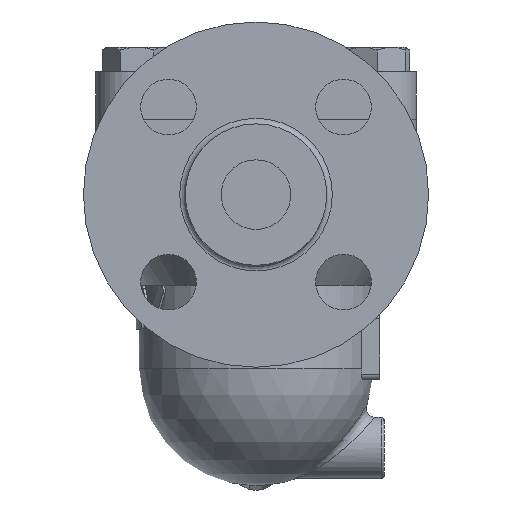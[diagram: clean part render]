
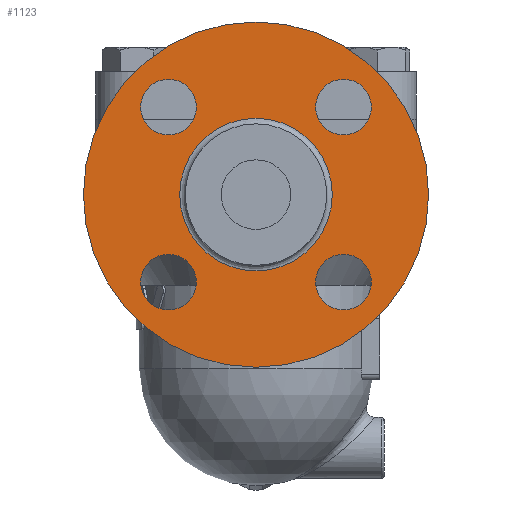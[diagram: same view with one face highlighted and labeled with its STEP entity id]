
A CAD part, left-side view. The second image highlights one B-rep face of the part: STEP entity #1123.
In plain terms, the highlighted planar face has unit normal (-1, 0, 0).
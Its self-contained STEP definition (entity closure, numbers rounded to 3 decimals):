
#1037=CARTESIAN_POINT('',(-138.1,0.0,0.4));
#1038=VERTEX_POINT('',#1037);
#1039=CARTESIAN_POINT('',(-138.1,0.0,-27.));
#1040=DIRECTION('',(-1.0,0.0,0.0));
#1041=DIRECTION('',(0.0,0.0,-1.0));
#1042=AXIS2_PLACEMENT_3D('',#1039,#1040,#1041);
#1043=CIRCLE('',#1042,27.4);
#1044=EDGE_CURVE('',#1038,#1038,#1043,.T.);
#1060=CARTESIAN_POINT('',(-138.1,0.0,16.7));
#1061=DIRECTION('',(-1.0,0.0,0.0));
#1062=DIRECTION('',(0.0,0.0,1.0));
#1063=AXIS2_PLACEMENT_3D('',#1060,#1061,#1062);
#1064=PLANE('',#1063);
#1065=CARTESIAN_POINT('',(-138.1,0.0,35.));
#1066=VERTEX_POINT('',#1065);
#1067=CARTESIAN_POINT('',(-138.1,0.0,-27.));
#1068=DIRECTION('',(-1.0,0.0,0.0));
#1069=DIRECTION('',(0.0,0.0,1.0));
#1070=AXIS2_PLACEMENT_3D('',#1067,#1068,#1069);
#1071=CIRCLE('',#1070,62.0);
#1072=EDGE_CURVE('',#1066,#1066,#1071,.T.);
#1073=ORIENTED_EDGE('',*,*,#1072,.T.);
#1074=EDGE_LOOP('',(#1073));
#1075=FACE_OUTER_BOUND('',#1074,.T.);
#1076=CARTESIAN_POINT('',(-138.1,-31.431,14.431));
#1077=VERTEX_POINT('',#1076);
#1078=CARTESIAN_POINT('',(-138.1,-31.431,4.431));
#1079=DIRECTION('',(1.0,0.0,0.0));
#1080=DIRECTION('',(0.0,0.0,1.0));
#1081=AXIS2_PLACEMENT_3D('',#1078,#1079,#1080);
#1082=CIRCLE('',#1081,10.0);
#1083=EDGE_CURVE('',#1077,#1077,#1082,.T.);
#1084=ORIENTED_EDGE('',*,*,#1083,.T.);
#1085=EDGE_LOOP('',(#1084));
#1086=FACE_BOUND('',#1085,.T.);
#1087=CARTESIAN_POINT('',(-138.1,41.431,4.431));
#1088=VERTEX_POINT('',#1087);
#1089=CARTESIAN_POINT('',(-138.1,31.431,4.431));
#1090=DIRECTION('',(1.0,0.0,0.0));
#1091=DIRECTION('',(0.0,1.0,0.0));
#1092=AXIS2_PLACEMENT_3D('',#1089,#1090,#1091);
#1093=CIRCLE('',#1092,10.0);
#1094=EDGE_CURVE('',#1088,#1088,#1093,.T.);
#1095=ORIENTED_EDGE('',*,*,#1094,.T.);
#1096=EDGE_LOOP('',(#1095));
#1097=FACE_BOUND('',#1096,.T.);
#1098=CARTESIAN_POINT('',(-138.1,31.431,-68.431));
#1099=VERTEX_POINT('',#1098);
#1100=CARTESIAN_POINT('',(-138.1,31.431,-58.431));
#1101=DIRECTION('',(1.0,0.0,0.0));
#1102=DIRECTION('',(0.0,0.0,-1.0));
#1103=AXIS2_PLACEMENT_3D('',#1100,#1101,#1102);
#1104=CIRCLE('',#1103,10.0);
#1105=EDGE_CURVE('',#1099,#1099,#1104,.T.);
#1106=ORIENTED_EDGE('',*,*,#1105,.T.);
#1107=EDGE_LOOP('',(#1106));
#1108=FACE_BOUND('',#1107,.T.);
#1109=CARTESIAN_POINT('',(-138.1,-41.431,-58.431));
#1110=VERTEX_POINT('',#1109);
#1111=CARTESIAN_POINT('',(-138.1,-31.431,-58.431));
#1112=DIRECTION('',(1.0,0.0,0.0));
#1113=DIRECTION('',(0.0,-1.0,0.0));
#1114=AXIS2_PLACEMENT_3D('',#1111,#1112,#1113);
#1115=CIRCLE('',#1114,10.0);
#1116=EDGE_CURVE('',#1110,#1110,#1115,.T.);
#1117=ORIENTED_EDGE('',*,*,#1116,.T.);
#1118=EDGE_LOOP('',(#1117));
#1119=FACE_BOUND('',#1118,.T.);
#1120=ORIENTED_EDGE('',*,*,#1044,.F.);
#1121=EDGE_LOOP('',(#1120));
#1122=FACE_BOUND('',#1121,.T.);
#1123=ADVANCED_FACE('',(#1075,#1086,#1097,#1108,#1119,#1122),#1064,.T.);
